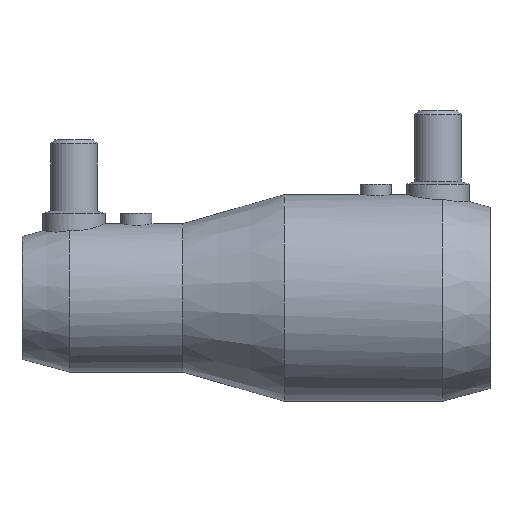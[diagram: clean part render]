
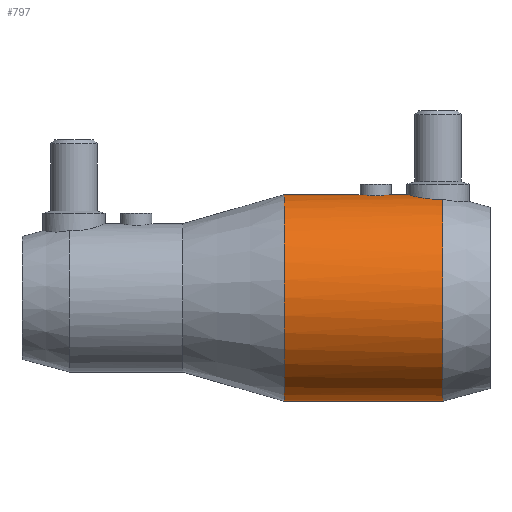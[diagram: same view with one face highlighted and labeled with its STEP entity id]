
A CAD part, top view. The second image highlights one B-rep face of the part: STEP entity #797.
In plain terms, the highlighted cylindrical face has radius 26.5 mm (diameter 53 mm), a partial arc.
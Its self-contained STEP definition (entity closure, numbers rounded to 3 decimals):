
#483 = VERTEX_POINT( '', #1115 );
#531 = VERTEX_POINT( '', #1170 );
#571 = EDGE_CURVE( '', #483, #531, #1213, .T. );
#603 = VERTEX_POINT( '', #1249 );
#675 = EDGE_CURVE( '', #733, #483, #1327, .T. );
#685 = EDGE_CURVE( '', #767, #603, #1338, .T. );
#699 = EDGE_CURVE( '', #531, #715, #1353, .T. );
#715 = VERTEX_POINT( '', #1373 );
#725 = VERTEX_POINT( '', #1385 );
#727 = EDGE_CURVE( '', #725, #733, #1387, .T. );
#733 = VERTEX_POINT( '', #1394 );
#767 = VERTEX_POINT( '', #1430 );
#797 = ADVANCED_FACE( '', ( #1468 ), #1469, .T. );
#817 = EDGE_CURVE( '', #767, #715, #1492, .T. );
#871 = EDGE_CURVE( '', #603, #725, #1553, .T. );
#1115 = CARTESIAN_POINT( '', ( 23.667, 26.5, 0. ) );
#1170 = CARTESIAN_POINT( '', ( 15.667, 26.5, 0. ) );
#1213 = B_SPLINE_CURVE_WITH_KNOTS( '', 3, ( #2128, #2129, #2130, #2131, #2132, #2133, #2134, #2135, #2136, #2137, #2138, #2139, #2140, #2141, #2142, #2143, #2144, #2145, #2146, #2147, #2148, #2149, #2150, #2151, #2152, #2153, #2154, #2155, #2156, #2157, #2158, #2159, #2160, #2161 ), .UNSPECIFIED., .F., .F., ( 4, 2, 2, 2, 2, 2, 2, 2, 2, 2, 2, 2, 2, 2, 2, 2, 4 ), ( 6.037, 6.792, 7.546, 8.301, 9.055, 9.81, 10.565, 11.319, 12.074, 12.828, 13.583, 14.338, 15.092, 15.847, 16.602, 17.356, 18.111 ), .UNSPECIFIED. );
#1249 = CARTESIAN_POINT( '', ( 36.871, -26.5, 0. ) );
#1327 = LINE( '', #2405, #2406 );
#1338 = LINE( '', #2420, #2421 );
#1353 = LINE( '', #2479, #2480 );
#1373 = CARTESIAN_POINT( '', ( -3.772, 26.5, 0. ) );
#1385 = CARTESIAN_POINT( '', ( 36.871, 25.292, 7.909 ) );
#1387 = B_SPLINE_CURVE_WITH_KNOTS( '', 3, ( #2524, #2525, #2526, #2527, #2528, #2529, #2530, #2531, #2532, #2533, #2534, #2535, #2536, #2537, #2538, #2539, #2540, #2541, #2542, #2543, #2544, #2545, #2546, #2547, #2548, #2549, #2550, #2551, #2552, #2553, #2554, #2555, #2556, #2557, #2558, #2559, #2560, #2561, #2562 ), .UNSPECIFIED., .F., .F., ( 4, 3, 2, 2, 2, 2, 2, 2, 2, 2, 2, 2, 2, 2, 2, 2, 2, 2, 4 ), ( -1.184, 0., 1.517, 3.034, 4.552, 6.069, 7.586, 9.103, 10.619, 12.136, 13.653, 15.17, 16.686, 18.203, 19.721, 21.238, 22.755, 24.272, 25.456 ), .UNSPECIFIED. );
#1394 = CARTESIAN_POINT( '', ( 27.667, 26.5, 0. ) );
#1430 = CARTESIAN_POINT( '', ( -3.772, -26.5, 0. ) );
#1468 = FACE_OUTER_BOUND( '', #2666, .T. );
#1469 = CYLINDRICAL_SURFACE( '', #2667, 26.5 );
#1492 = CIRCLE( '', #2696, 26.5 );
#1553 = CIRCLE( '', #2816, 26.5 );
#2128 = CARTESIAN_POINT( '', ( 23.667, 26.5, 0. ) );
#2129 = CARTESIAN_POINT( '', ( 23.667, 26.5, 0.252 ) );
#2130 = CARTESIAN_POINT( '', ( 23.643, 26.496, 0.512 ) );
#2131 = CARTESIAN_POINT( '', ( 23.541, 26.481, 1.029 ) );
#2132 = CARTESIAN_POINT( '', ( 23.464, 26.47, 1.285 ) );
#2133 = CARTESIAN_POINT( '', ( 23.26, 26.441, 1.778 ) );
#2134 = CARTESIAN_POINT( '', ( 23.133, 26.424, 2.014 ) );
#2135 = CARTESIAN_POINT( '', ( 22.839, 26.387, 2.451 ) );
#2136 = CARTESIAN_POINT( '', ( 22.672, 26.368, 2.651 ) );
#2137 = CARTESIAN_POINT( '', ( 22.318, 26.33, 3.006 ) );
#2138 = CARTESIAN_POINT( '', ( 22.117, 26.31, 3.172 ) );
#2139 = CARTESIAN_POINT( '', ( 21.681, 26.273, 3.466 ) );
#2140 = CARTESIAN_POINT( '', ( 21.445, 26.255, 3.593 ) );
#2141 = CARTESIAN_POINT( '', ( 20.952, 26.227, 3.797 ) );
#2142 = CARTESIAN_POINT( '', ( 20.695, 26.215, 3.874 ) );
#2143 = CARTESIAN_POINT( '', ( 20.178, 26.2, 3.976 ) );
#2144 = CARTESIAN_POINT( '', ( 19.918, 26.196, 4. ) );
#2145 = CARTESIAN_POINT( '', ( 19.415, 26.196, 4. ) );
#2146 = CARTESIAN_POINT( '', ( 19.155, 26.2, 3.976 ) );
#2147 = CARTESIAN_POINT( '', ( 18.638, 26.215, 3.874 ) );
#2148 = CARTESIAN_POINT( '', ( 18.381, 26.227, 3.797 ) );
#2149 = CARTESIAN_POINT( '', ( 17.889, 26.255, 3.593 ) );
#2150 = CARTESIAN_POINT( '', ( 17.652, 26.273, 3.466 ) );
#2151 = CARTESIAN_POINT( '', ( 17.216, 26.31, 3.172 ) );
#2152 = CARTESIAN_POINT( '', ( 17.016, 26.33, 3.006 ) );
#2153 = CARTESIAN_POINT( '', ( 16.661, 26.368, 2.651 ) );
#2154 = CARTESIAN_POINT( '', ( 16.494, 26.387, 2.451 ) );
#2155 = CARTESIAN_POINT( '', ( 16.201, 26.424, 2.014 ) );
#2156 = CARTESIAN_POINT( '', ( 16.074, 26.441, 1.778 ) );
#2157 = CARTESIAN_POINT( '', ( 15.869, 26.47, 1.285 ) );
#2158 = CARTESIAN_POINT( '', ( 15.792, 26.481, 1.029 ) );
#2159 = CARTESIAN_POINT( '', ( 15.691, 26.496, 0.512 ) );
#2160 = CARTESIAN_POINT( '', ( 15.667, 26.5, 0.252 ) );
#2161 = CARTESIAN_POINT( '', ( 15.667, 26.5, 0. ) );
#2405 = CARTESIAN_POINT( '', ( 16.549, 26.5, 0. ) );
#2406 = VECTOR( '', #3351, 1. );
#2420 = CARTESIAN_POINT( '', ( 16.549, -26.5, 0. ) );
#2421 = VECTOR( '', #3369, 1. );
#2479 = CARTESIAN_POINT( '', ( 16.549, 26.5, 0. ) );
#2480 = VECTOR( '', #3382, 1. );
#2524 = CARTESIAN_POINT( '', ( 36.871, 25.292, 7.909 ) );
#2525 = CARTESIAN_POINT( '', ( 36.466, 25.273, 7.97 ) );
#2526 = CARTESIAN_POINT( '', ( 36.061, 25.264, 8. ) );
#2527 = CARTESIAN_POINT( '', ( 35.667, 25.264, 8. ) );
#2528 = CARTESIAN_POINT( '', ( 35.161, 25.264, 8. ) );
#2529 = CARTESIAN_POINT( '', ( 34.639, 25.279, 7.951 ) );
#2530 = CARTESIAN_POINT( '', ( 33.603, 25.342, 7.747 ) );
#2531 = CARTESIAN_POINT( '', ( 33.089, 25.39, 7.592 ) );
#2532 = CARTESIAN_POINT( '', ( 32.104, 25.509, 7.183 ) );
#2533 = CARTESIAN_POINT( '', ( 31.633, 25.58, 6.929 ) );
#2534 = CARTESIAN_POINT( '', ( 30.763, 25.732, 6.342 ) );
#2535 = CARTESIAN_POINT( '', ( 30.363, 25.812, 6.01 ) );
#2536 = CARTESIAN_POINT( '', ( 29.656, 25.966, 5.304 ) );
#2537 = CARTESIAN_POINT( '', ( 29.324, 26.046, 4.904 ) );
#2538 = CARTESIAN_POINT( '', ( 28.738, 26.195, 4.034 ) );
#2539 = CARTESIAN_POINT( '', ( 28.484, 26.264, 3.563 ) );
#2540 = CARTESIAN_POINT( '', ( 28.075, 26.379, 2.578 ) );
#2541 = CARTESIAN_POINT( '', ( 27.919, 26.425, 2.064 ) );
#2542 = CARTESIAN_POINT( '', ( 27.715, 26.485, 1.027 ) );
#2543 = CARTESIAN_POINT( '', ( 27.667, 26.5, 0.506 ) );
#2544 = CARTESIAN_POINT( '', ( 27.667, 26.5, -0.506 ) );
#2545 = CARTESIAN_POINT( '', ( 27.715, 26.485, -1.027 ) );
#2546 = CARTESIAN_POINT( '', ( 27.919, 26.425, -2.064 ) );
#2547 = CARTESIAN_POINT( '', ( 28.075, 26.379, -2.578 ) );
#2548 = CARTESIAN_POINT( '', ( 28.484, 26.264, -3.563 ) );
#2549 = CARTESIAN_POINT( '', ( 28.738, 26.195, -4.034 ) );
#2550 = CARTESIAN_POINT( '', ( 29.324, 26.046, -4.904 ) );
#2551 = CARTESIAN_POINT( '', ( 29.656, 25.966, -5.304 ) );
#2552 = CARTESIAN_POINT( '', ( 30.363, 25.812, -6.01 ) );
#2553 = CARTESIAN_POINT( '', ( 30.763, 25.732, -6.342 ) );
#2554 = CARTESIAN_POINT( '', ( 31.633, 25.58, -6.929 ) );
#2555 = CARTESIAN_POINT( '', ( 32.104, 25.509, -7.183 ) );
#2556 = CARTESIAN_POINT( '', ( 33.089, 25.39, -7.592 ) );
#2557 = CARTESIAN_POINT( '', ( 33.603, 25.342, -7.747 ) );
#2558 = CARTESIAN_POINT( '', ( 34.639, 25.279, -7.951 ) );
#2559 = CARTESIAN_POINT( '', ( 35.161, 25.264, -8. ) );
#2560 = CARTESIAN_POINT( '', ( 36.061, 25.264, -8. ) );
#2561 = CARTESIAN_POINT( '', ( 36.466, 25.273, -7.97 ) );
#2562 = CARTESIAN_POINT( '', ( 36.871, 25.292, -7.909 ) );
#2666 = EDGE_LOOP( '', ( #3551, #3552, #3553, #3554, #3555, #3556, #3557 ) );
#2667 = AXIS2_PLACEMENT_3D( '', #3558, #3559, #3560 );
#2696 = AXIS2_PLACEMENT_3D( '', #3587, #3588, #3589 );
#2816 = AXIS2_PLACEMENT_3D( '', #3679, #3680, #3681 );
#3351 = DIRECTION( '', ( -1., 0., 0. ) );
#3369 = DIRECTION( '', ( 1., 0., 0. ) );
#3382 = DIRECTION( '', ( -1., 0., 0. ) );
#3551 = ORIENTED_EDGE( '', *, *, #675, .T. );
#3552 = ORIENTED_EDGE( '', *, *, #571, .T. );
#3553 = ORIENTED_EDGE( '', *, *, #699, .T. );
#3554 = ORIENTED_EDGE( '', *, *, #817, .F. );
#3555 = ORIENTED_EDGE( '', *, *, #685, .T. );
#3556 = ORIENTED_EDGE( '', *, *, #871, .T. );
#3557 = ORIENTED_EDGE( '', *, *, #727, .T. );
#3558 = CARTESIAN_POINT( '', ( 16.549, 0., 0. ) );
#3559 = DIRECTION( '', ( 1., 0., 0. ) );
#3560 = DIRECTION( '', ( 0., 1., 0. ) );
#3587 = CARTESIAN_POINT( '', ( -3.772, 0., 0. ) );
#3588 = DIRECTION( '', ( -1., 0., 0. ) );
#3589 = DIRECTION( '', ( 0., 1., 0. ) );
#3679 = CARTESIAN_POINT( '', ( 36.871, 0., 0. ) );
#3680 = DIRECTION( '', ( -1., 0., 0. ) );
#3681 = DIRECTION( '', ( 0., 1., 0. ) );
